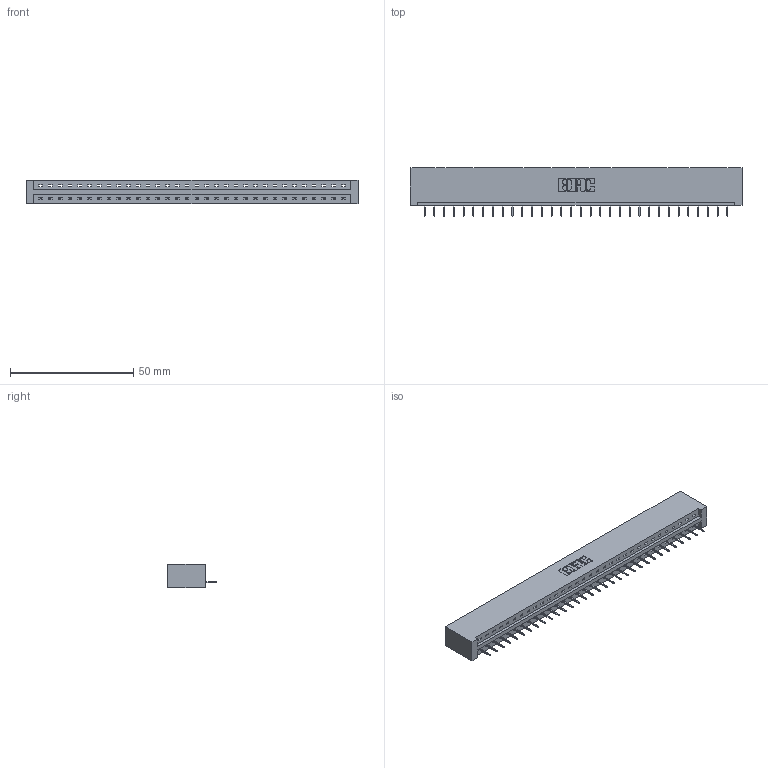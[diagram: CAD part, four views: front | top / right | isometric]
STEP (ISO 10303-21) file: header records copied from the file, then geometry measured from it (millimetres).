
FILE_DESCRIPTION (( 'STEP AP203' ), '1' );
FILE_NAME ('337-032-524-101.STEP', '2019-10-01T02:51:39', ( '' ), ( '' ), 'SwSTEP 2.0', 'SolidWorks 2016', '' );
FILE_SCHEMA (( 'CONFIG_CONTROL_DESIGN' ));
Length unit declared in the file: inch
Products named in the file (3): 337 Part_No Mounting Lugs; 345-292-001_345-293-124; 337-032-524-101
Assembly tree (33 placements, depth 2):
  337-032-524-101
    337 Part_No Mounting Lugs
    345-292-001_345-293-124  x32
Bounding box: 134.67 x 19.69 x 9.4 mm (x, y, z)
Volume: 14483.9 mm3; surface area: 14448.4 mm2
Topology: 33 solids, 33 shells, 2218 faces, 6431 edges, 4158 vertices
Faces by surface type: plane 1730, cylinder 488
Entity records: 24877 total; most frequent: CARTESIAN_POINT 4338, ORIENTED_EDGE 4306, DIRECTION 3665, EDGE_CURVE 2153, LINE 2037, VECTOR 2037, VERTEX_POINT 1430, AXIS2_PLACEMENT_3D 814
